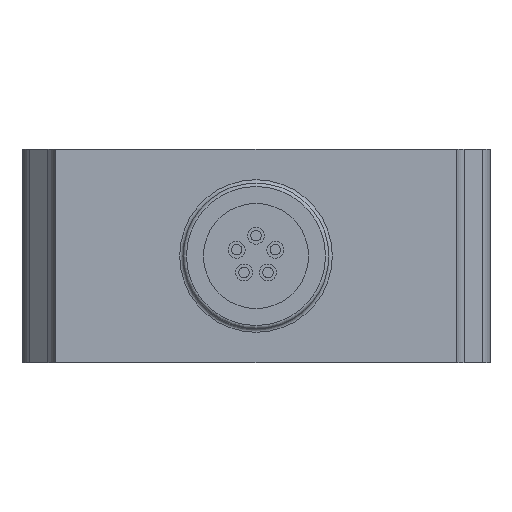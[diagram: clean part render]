
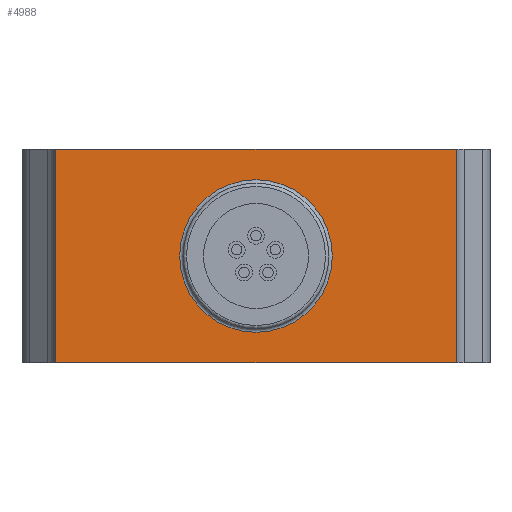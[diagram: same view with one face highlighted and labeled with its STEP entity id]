
A CAD part, front view. The second image highlights one B-rep face of the part: STEP entity #4988.
In plain terms, the highlighted planar face has unit normal (0, -1, 0).
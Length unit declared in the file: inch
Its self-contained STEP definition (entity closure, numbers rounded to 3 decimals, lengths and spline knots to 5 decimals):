
#29 = CARTESIAN_POINT ( 'NONE',  ( 0.59, -1.20438, 0.315 ) ) ;
#358 = EDGE_CURVE ( 'NONE', #4217, #6986, #3567, .T. ) ;
#461 = VECTOR ( 'NONE', #1940, 39.37008 ) ;
#639 = EDGE_LOOP ( 'NONE', ( #4110, #2220, #6322, #9512 ) ) ;
#645 = VECTOR ( 'NONE', #10083, 39.37008 ) ;
#1120 = EDGE_CURVE ( 'NONE', #8009, #4830, #1993, .T. ) ;
#1460 = CARTESIAN_POINT ( 'NONE',  ( -0.59, -1.20438, 0.315 ) ) ;
#1898 = CARTESIAN_POINT ( 'NONE',  ( 0.59, -1.20438, -0.315 ) ) ;
#1906 = CARTESIAN_POINT ( 'NONE',  ( 0.59, -1.20438, 0.315 ) ) ;
#1940 = DIRECTION ( 'NONE',  ( 0., 0., -1. ) ) ;
#1993 = LINE ( 'NONE', #3557, #461 ) ;
#2084 = CARTESIAN_POINT ( 'NONE',  ( -0.59, -1.20438, -0.315 ) ) ;
#2150 = LINE ( 'NONE', #4534, #5443 ) ;
#2220 = ORIENTED_EDGE ( 'NONE', *, *, #358, .F. ) ;
#2231 = LINE ( 'NONE', #3105, #645 ) ;
#2593 = EDGE_CURVE ( 'NONE', #4830, #6986, #2231, .T. ) ;
#3105 = CARTESIAN_POINT ( 'NONE',  ( -0.59, -1.20438, -0.315 ) ) ;
#3451 = CIRCLE ( 'NONE', #5272, 0.225 ) ;
#3557 = CARTESIAN_POINT ( 'NONE',  ( -0.59, -1.20438, 0.315 ) ) ;
#3567 = LINE ( 'NONE', #1906, #6450 ) ;
#3777 = EDGE_LOOP ( 'NONE', ( #6858 ) ) ;
#3858 = DIRECTION ( 'NONE',  ( 0., 1., 0. ) ) ;
#3904 = FACE_OUTER_BOUND ( 'NONE', #639, .T. ) ;
#4110 = ORIENTED_EDGE ( 'NONE', *, *, #2593, .T. ) ;
#4184 = DIRECTION ( 'NONE',  ( 0., 1., 0. ) ) ;
#4217 = VERTEX_POINT ( 'NONE', #29 ) ;
#4534 = CARTESIAN_POINT ( 'NONE',  ( -0.59, -1.20438, 0.315 ) ) ;
#4636 = DIRECTION ( 'NONE',  ( 1., 0., 0. ) ) ;
#4773 = PLANE ( 'NONE',  #7477 ) ;
#4829 = DIRECTION ( 'NONE',  ( 0., 0., 1. ) ) ;
#4830 = VERTEX_POINT ( 'NONE', #2084 ) ;
#4988 = ADVANCED_FACE ( 'NONE', ( #6242, #3904 ), #4773, .F. ) ;
#5013 = DIRECTION ( 'NONE',  ( 0., 0., 1. ) ) ;
#5073 = DIRECTION ( 'NONE',  ( 0., 0., -1. ) ) ;
#5272 = AXIS2_PLACEMENT_3D ( 'NONE', #8290, #4184, #5013 ) ;
#5381 = CARTESIAN_POINT ( 'NONE',  ( -0.59, -1.20438, 0.315 ) ) ;
#5443 = VECTOR ( 'NONE', #4636, 39.37008 ) ;
#6242 = FACE_BOUND ( 'NONE', #3777, .T. ) ;
#6322 = ORIENTED_EDGE ( 'NONE', *, *, #9315, .F. ) ;
#6450 = VECTOR ( 'NONE', #5073, 39.37008 ) ;
#6858 = ORIENTED_EDGE ( 'NONE', *, *, #8952, .T. ) ;
#6986 = VERTEX_POINT ( 'NONE', #1898 ) ;
#7477 = AXIS2_PLACEMENT_3D ( 'NONE', #1460, #3858, #4829 ) ;
#8009 = VERTEX_POINT ( 'NONE', #5381 ) ;
#8130 = CARTESIAN_POINT ( 'NONE',  ( 0., -1.20438, 0.225 ) ) ;
#8290 = CARTESIAN_POINT ( 'NONE',  ( 0., -1.20438, 0. ) ) ;
#8952 = EDGE_CURVE ( 'NONE', #9738, #9738, #3451, .T. ) ;
#9315 = EDGE_CURVE ( 'NONE', #8009, #4217, #2150, .T. ) ;
#9512 = ORIENTED_EDGE ( 'NONE', *, *, #1120, .T. ) ;
#9738 = VERTEX_POINT ( 'NONE', #8130 ) ;
#10083 = DIRECTION ( 'NONE',  ( 1., 0., 0. ) ) ;
